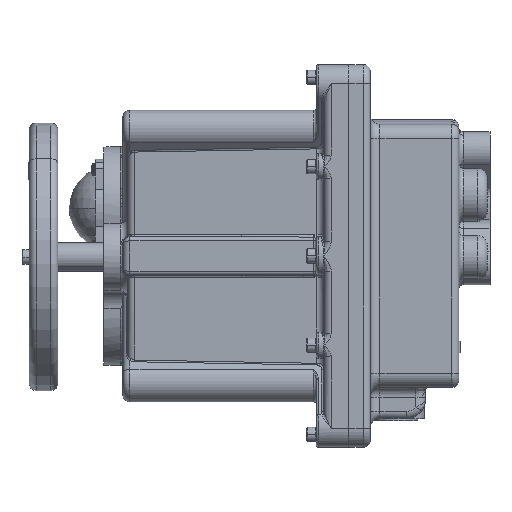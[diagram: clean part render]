
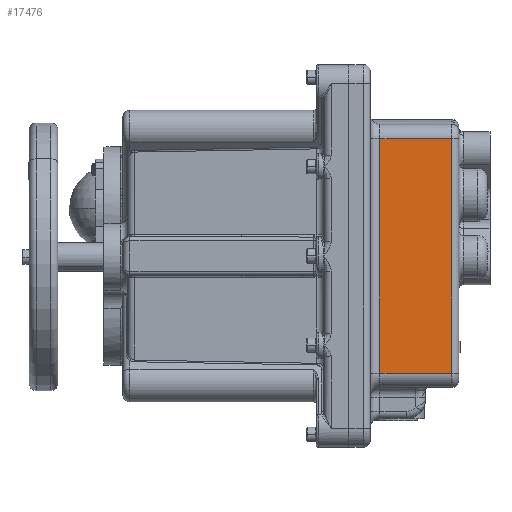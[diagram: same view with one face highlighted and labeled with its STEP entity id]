
A CAD part, left-side view. The second image highlights one B-rep face of the part: STEP entity #17476.
In plain terms, the highlighted planar face has unit normal (-1, 0, 0).
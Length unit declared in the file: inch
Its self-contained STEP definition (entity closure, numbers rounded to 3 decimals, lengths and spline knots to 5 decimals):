
#683 = CARTESIAN_POINT ( 'NONE',  ( -4.687, 2.875, -4.312 ) ) ;
#3088 = DIRECTION ( 'NONE',  ( 0., 0., -1. ) ) ;
#3730 = VECTOR ( 'NONE', #27653, 39.37008 ) ;
#7518 = CARTESIAN_POINT ( 'NONE',  ( -4.687, 1.0005, 1.812 ) ) ;
#10678 = LINE ( 'NONE', #85627, #81824 ) ;
#12286 = VERTEX_POINT ( 'NONE', #683 ) ;
#13002 = CARTESIAN_POINT ( 'NONE',  ( -4.687, 2.875, 1.812 ) ) ;
#16098 = CARTESIAN_POINT ( 'NONE',  ( -4.687, 1.0005, -4.312 ) ) ;
#17476 = ADVANCED_FACE ( 'NONE', ( #32986 ), #43927, .T. ) ;
#19497 = LINE ( 'NONE', #56730, #72320 ) ;
#22232 = ORIENTED_EDGE ( 'NONE', *, *, #58144, .T. ) ;
#22368 = DIRECTION ( 'NONE',  ( 0., 0., 1. ) ) ;
#27653 = DIRECTION ( 'NONE',  ( 0., 1., 0. ) ) ;
#29439 = CARTESIAN_POINT ( 'NONE',  ( -4.687, 0.813, 1.812 ) ) ;
#32986 = FACE_OUTER_BOUND ( 'NONE', #87718, .T. ) ;
#42454 = EDGE_CURVE ( 'NONE', #87807, #12286, #58654, .T. ) ;
#43927 = PLANE ( 'NONE',  #56842 ) ;
#44826 = DIRECTION ( 'NONE',  ( -1., 0., 0. ) ) ;
#51439 = ORIENTED_EDGE ( 'NONE', *, *, #78468, .T. ) ;
#54405 = LINE ( 'NONE', #29439, #70658 ) ;
#56730 = CARTESIAN_POINT ( 'NONE',  ( -4.687, 1.0005, 1.812 ) ) ;
#56842 = AXIS2_PLACEMENT_3D ( 'NONE', #58444, #44826, #79478 ) ;
#58144 = EDGE_CURVE ( 'NONE', #58333, #12286, #10678, .T. ) ;
#58333 = VERTEX_POINT ( 'NONE', #13002 ) ;
#58444 = CARTESIAN_POINT ( 'NONE',  ( -4.687, 0.813, -4.312 ) ) ;
#58538 = VERTEX_POINT ( 'NONE', #7518 ) ;
#58654 = LINE ( 'NONE', #82558, #3730 ) ;
#60655 = ORIENTED_EDGE ( 'NONE', *, *, #87699, .T. ) ;
#70658 = VECTOR ( 'NONE', #70851, 39.37008 ) ;
#70851 = DIRECTION ( 'NONE',  ( 0., 1., 0. ) ) ;
#72320 = VECTOR ( 'NONE', #22368, 39.37008 ) ;
#78468 = EDGE_CURVE ( 'NONE', #58538, #58333, #54405, .T. ) ;
#78515 = ORIENTED_EDGE ( 'NONE', *, *, #42454, .F. ) ;
#79478 = DIRECTION ( 'NONE',  ( 0., 0., 1. ) ) ;
#81824 = VECTOR ( 'NONE', #3088, 39.37008 ) ;
#82558 = CARTESIAN_POINT ( 'NONE',  ( -4.687, 0.813, -4.312 ) ) ;
#85627 = CARTESIAN_POINT ( 'NONE',  ( -4.687, 2.875, -4.312 ) ) ;
#87699 = EDGE_CURVE ( 'NONE', #87807, #58538, #19497, .T. ) ;
#87718 = EDGE_LOOP ( 'NONE', ( #78515, #60655, #51439, #22232 ) ) ;
#87807 = VERTEX_POINT ( 'NONE', #16098 ) ;
